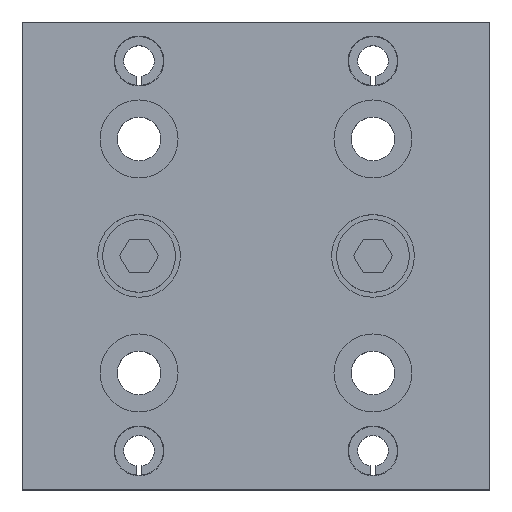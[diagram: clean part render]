
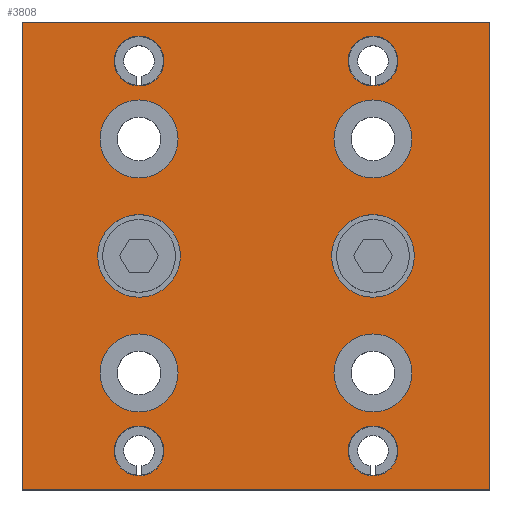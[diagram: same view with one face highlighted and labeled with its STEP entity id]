
A CAD part, top view. The second image highlights one B-rep face of the part: STEP entity #3808.
In plain terms, the highlighted planar face has unit normal (0, 0, 1).
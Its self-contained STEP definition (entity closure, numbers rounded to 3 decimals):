
#2808=CARTESIAN_POINT('',(0.265,0.75,0.5));
#2809=VERTEX_POINT('',#2808);
#2818=CARTESIAN_POINT('',(-0.265,0.75,0.5));
#2819=VERTEX_POINT('',#2818);
#2820=CARTESIAN_POINT('',(0.,0.75,0.5));
#2821=DIRECTION('',(0.0,0.0,-1.0));
#2822=DIRECTION('',(1.0,0.0,0.0));
#2823=AXIS2_PLACEMENT_3D('',#2820,#2821,#2822);
#2824=CIRCLE('',#2823,0.265);
#2825=EDGE_CURVE('',#2819,#2809,#2824,.T.);
#2850=CARTESIAN_POINT('',(0.25,0.0,0.5));
#2851=VERTEX_POINT('',#2850);
#2860=CARTESIAN_POINT('',(-0.25,0.,0.5));
#2861=VERTEX_POINT('',#2860);
#2862=CARTESIAN_POINT('',(0.0,0.0,0.5));
#2863=DIRECTION('',(0.0,0.0,-1.0));
#2864=DIRECTION('',(1.0,0.0,0.0));
#2865=AXIS2_PLACEMENT_3D('',#2862,#2863,#2864);
#2866=CIRCLE('',#2865,0.25);
#2867=EDGE_CURVE('',#2861,#2851,#2866,.T.);
#2892=CARTESIAN_POINT('',(0.156,2.0,0.5));
#2893=VERTEX_POINT('',#2892);
#2902=CARTESIAN_POINT('',(-0.156,2.0,0.5));
#2903=VERTEX_POINT('',#2902);
#2904=CARTESIAN_POINT('',(0.0,2.0,0.5));
#2905=DIRECTION('',(0.0,0.0,-1.0));
#2906=DIRECTION('',(1.0,0.0,0.0));
#2907=AXIS2_PLACEMENT_3D('',#2904,#2905,#2906);
#2908=CIRCLE('',#2907,0.156);
#2909=EDGE_CURVE('',#2903,#2893,#2908,.T.);
#2934=CARTESIAN_POINT('',(0.156,-0.5,0.5));
#2935=VERTEX_POINT('',#2934);
#2944=CARTESIAN_POINT('',(-0.156,-0.5,0.5));
#2945=VERTEX_POINT('',#2944);
#2946=CARTESIAN_POINT('',(0.0,-0.5,0.5));
#2947=DIRECTION('',(0.0,0.0,-1.0));
#2948=DIRECTION('',(1.0,0.0,0.0));
#2949=AXIS2_PLACEMENT_3D('',#2946,#2947,#2948);
#2950=CIRCLE('',#2949,0.156);
#2951=EDGE_CURVE('',#2945,#2935,#2950,.T.);
#2976=CARTESIAN_POINT('',(0.25,1.5,0.5));
#2977=VERTEX_POINT('',#2976);
#2986=CARTESIAN_POINT('',(-0.25,1.5,0.5));
#2987=VERTEX_POINT('',#2986);
#2988=CARTESIAN_POINT('',(0.0,1.5,0.5));
#2989=DIRECTION('',(0.0,0.0,-1.0));
#2990=DIRECTION('',(1.0,0.0,0.0));
#2991=AXIS2_PLACEMENT_3D('',#2988,#2989,#2990);
#2992=CIRCLE('',#2991,0.25);
#2993=EDGE_CURVE('',#2987,#2977,#2992,.T.);
#3018=CARTESIAN_POINT('',(1.75,1.5,0.5));
#3019=VERTEX_POINT('',#3018);
#3028=CARTESIAN_POINT('',(1.25,1.5,0.5));
#3029=VERTEX_POINT('',#3028);
#3030=CARTESIAN_POINT('',(1.5,1.5,0.5));
#3031=DIRECTION('',(0.0,0.0,-1.0));
#3032=DIRECTION('',(1.0,0.0,0.0));
#3033=AXIS2_PLACEMENT_3D('',#3030,#3031,#3032);
#3034=CIRCLE('',#3033,0.25);
#3035=EDGE_CURVE('',#3029,#3019,#3034,.T.);
#3060=CARTESIAN_POINT('',(1.656,-0.5,0.5));
#3061=VERTEX_POINT('',#3060);
#3070=CARTESIAN_POINT('',(1.344,-0.5,0.5));
#3071=VERTEX_POINT('',#3070);
#3072=CARTESIAN_POINT('',(1.5,-0.5,0.5));
#3073=DIRECTION('',(0.0,0.0,-1.0));
#3074=DIRECTION('',(1.0,0.0,0.0));
#3075=AXIS2_PLACEMENT_3D('',#3072,#3073,#3074);
#3076=CIRCLE('',#3075,0.156);
#3077=EDGE_CURVE('',#3071,#3061,#3076,.T.);
#3102=CARTESIAN_POINT('',(1.656,2.0,0.5));
#3103=VERTEX_POINT('',#3102);
#3112=CARTESIAN_POINT('',(1.344,2.0,0.5));
#3113=VERTEX_POINT('',#3112);
#3114=CARTESIAN_POINT('',(1.5,2.0,0.5));
#3115=DIRECTION('',(0.0,0.0,-1.0));
#3116=DIRECTION('',(1.0,0.0,0.0));
#3117=AXIS2_PLACEMENT_3D('',#3114,#3115,#3116);
#3118=CIRCLE('',#3117,0.156);
#3119=EDGE_CURVE('',#3113,#3103,#3118,.T.);
#3144=CARTESIAN_POINT('',(1.75,0.0,0.5));
#3145=VERTEX_POINT('',#3144);
#3154=CARTESIAN_POINT('',(1.25,0.,0.5));
#3155=VERTEX_POINT('',#3154);
#3156=CARTESIAN_POINT('',(1.5,0.0,0.5));
#3157=DIRECTION('',(0.0,0.0,-1.0));
#3158=DIRECTION('',(1.0,0.0,0.0));
#3159=AXIS2_PLACEMENT_3D('',#3156,#3157,#3158);
#3160=CIRCLE('',#3159,0.25);
#3161=EDGE_CURVE('',#3155,#3145,#3160,.T.);
#3228=CARTESIAN_POINT('',(1.765,0.75,0.5));
#3229=VERTEX_POINT('',#3228);
#3238=CARTESIAN_POINT('',(1.235,0.75,0.5));
#3239=VERTEX_POINT('',#3238);
#3240=CARTESIAN_POINT('',(1.5,0.75,0.5));
#3241=DIRECTION('',(0.0,0.0,-1.0));
#3242=DIRECTION('',(1.0,0.0,0.0));
#3243=AXIS2_PLACEMENT_3D('',#3240,#3241,#3242);
#3244=CIRCLE('',#3243,0.265);
#3245=EDGE_CURVE('',#3239,#3229,#3244,.T.);
#3299=CARTESIAN_POINT('',(1.5,0.75,0.5));
#3300=DIRECTION('',(0.0,0.0,-1.0));
#3301=DIRECTION('',(1.0,0.0,0.0));
#3302=AXIS2_PLACEMENT_3D('',#3299,#3300,#3301);
#3303=CIRCLE('',#3302,0.265);
#3304=EDGE_CURVE('',#3229,#3239,#3303,.T.);
#3341=CARTESIAN_POINT('',(1.5,0.0,0.5));
#3342=DIRECTION('',(0.0,0.0,-1.0));
#3343=DIRECTION('',(1.0,0.0,0.0));
#3344=AXIS2_PLACEMENT_3D('',#3341,#3342,#3343);
#3345=CIRCLE('',#3344,0.25);
#3346=EDGE_CURVE('',#3145,#3155,#3345,.T.);
#3365=CARTESIAN_POINT('',(1.5,2.0,0.5));
#3366=DIRECTION('',(0.0,0.0,-1.0));
#3367=DIRECTION('',(1.0,0.0,0.0));
#3368=AXIS2_PLACEMENT_3D('',#3365,#3366,#3367);
#3369=CIRCLE('',#3368,0.156);
#3370=EDGE_CURVE('',#3103,#3113,#3369,.T.);
#3389=CARTESIAN_POINT('',(1.5,-0.5,0.5));
#3390=DIRECTION('',(0.0,0.0,-1.0));
#3391=DIRECTION('',(1.0,0.0,0.0));
#3392=AXIS2_PLACEMENT_3D('',#3389,#3390,#3391);
#3393=CIRCLE('',#3392,0.156);
#3394=EDGE_CURVE('',#3061,#3071,#3393,.T.);
#3413=CARTESIAN_POINT('',(1.5,1.5,0.5));
#3414=DIRECTION('',(0.0,0.0,-1.0));
#3415=DIRECTION('',(1.0,0.0,0.0));
#3416=AXIS2_PLACEMENT_3D('',#3413,#3414,#3415);
#3417=CIRCLE('',#3416,0.25);
#3418=EDGE_CURVE('',#3019,#3029,#3417,.T.);
#3437=CARTESIAN_POINT('',(0.0,1.5,0.5));
#3438=DIRECTION('',(0.0,0.0,-1.0));
#3439=DIRECTION('',(1.0,0.0,0.0));
#3440=AXIS2_PLACEMENT_3D('',#3437,#3438,#3439);
#3441=CIRCLE('',#3440,0.25);
#3442=EDGE_CURVE('',#2977,#2987,#3441,.T.);
#3461=CARTESIAN_POINT('',(0.0,-0.5,0.5));
#3462=DIRECTION('',(0.0,0.0,-1.0));
#3463=DIRECTION('',(1.0,0.0,0.0));
#3464=AXIS2_PLACEMENT_3D('',#3461,#3462,#3463);
#3465=CIRCLE('',#3464,0.156);
#3466=EDGE_CURVE('',#2935,#2945,#3465,.T.);
#3485=CARTESIAN_POINT('',(0.0,2.0,0.5));
#3486=DIRECTION('',(0.0,0.0,-1.0));
#3487=DIRECTION('',(1.0,0.0,0.0));
#3488=AXIS2_PLACEMENT_3D('',#3485,#3486,#3487);
#3489=CIRCLE('',#3488,0.156);
#3490=EDGE_CURVE('',#2893,#2903,#3489,.T.);
#3509=CARTESIAN_POINT('',(0.0,0.0,0.5));
#3510=DIRECTION('',(0.0,0.0,-1.0));
#3511=DIRECTION('',(1.0,0.0,0.0));
#3512=AXIS2_PLACEMENT_3D('',#3509,#3510,#3511);
#3513=CIRCLE('',#3512,0.25);
#3514=EDGE_CURVE('',#2851,#2861,#3513,.T.);
#3553=CARTESIAN_POINT('',(0.,0.75,0.5));
#3554=DIRECTION('',(0.0,0.0,-1.0));
#3555=DIRECTION('',(1.0,0.0,0.0));
#3556=AXIS2_PLACEMENT_3D('',#3553,#3554,#3555);
#3557=CIRCLE('',#3556,0.265);
#3558=EDGE_CURVE('',#2809,#2819,#3557,.T.);
#3586=CARTESIAN_POINT('',(2.25,2.25,0.5));
#3587=VERTEX_POINT('',#3586);
#3588=CARTESIAN_POINT('',(2.25,-0.75,0.5));
#3589=VERTEX_POINT('',#3588);
#3590=CARTESIAN_POINT('',(2.25,2.25,0.5));
#3591=DIRECTION('',(0.0,-1.0,0.0));
#3592=VECTOR('',#3591,3.0);
#3593=LINE('',#3590,#3592);
#3594=EDGE_CURVE('',#3587,#3589,#3593,.T.);
#3626=CARTESIAN_POINT('',(-0.75,-0.75,0.5));
#3627=VERTEX_POINT('',#3626);
#3628=CARTESIAN_POINT('',(-0.75,2.25,0.5));
#3629=VERTEX_POINT('',#3628);
#3630=CARTESIAN_POINT('',(-0.75,-0.75,0.5));
#3631=DIRECTION('',(0.0,1.0,0.0));
#3632=VECTOR('',#3631,3.0);
#3633=LINE('',#3630,#3632);
#3634=EDGE_CURVE('',#3627,#3629,#3633,.T.);
#3666=CARTESIAN_POINT('',(-0.75,2.25,0.5));
#3667=DIRECTION('',(1.0,0.0,0.0));
#3668=VECTOR('',#3667,3.0);
#3669=LINE('',#3666,#3668);
#3670=EDGE_CURVE('',#3629,#3587,#3669,.T.);
#3688=CARTESIAN_POINT('',(2.25,-0.75,0.5));
#3689=DIRECTION('',(-1.0,0.0,0.0));
#3690=VECTOR('',#3689,3.0);
#3691=LINE('',#3688,#3690);
#3692=EDGE_CURVE('',#3589,#3627,#3691,.T.);
#3757=CARTESIAN_POINT('',(-0.75,-0.75,0.5));
#3758=DIRECTION('',(0.0,0.0,-1.0));
#3759=DIRECTION('',(-1.0,0.0,0.0));
#3760=AXIS2_PLACEMENT_3D('',#3757,#3758,#3759);
#3761=PLANE('',#3760);
#3762=ORIENTED_EDGE('',*,*,#3634,.F.);
#3763=ORIENTED_EDGE('',*,*,#3692,.F.);
#3764=ORIENTED_EDGE('',*,*,#3594,.F.);
#3765=ORIENTED_EDGE('',*,*,#3670,.F.);
#3766=EDGE_LOOP('',(#3762,#3763,#3764,#3765));
#3767=FACE_OUTER_BOUND('',#3766,.T.);
#3768=ORIENTED_EDGE('',*,*,#3304,.T.);
#3769=ORIENTED_EDGE('',*,*,#3245,.T.);
#3770=EDGE_LOOP('',(#3768,#3769));
#3771=FACE_BOUND('',#3770,.T.);
#3772=ORIENTED_EDGE('',*,*,#3346,.T.);
#3773=ORIENTED_EDGE('',*,*,#3161,.T.);
#3774=EDGE_LOOP('',(#3772,#3773));
#3775=FACE_BOUND('',#3774,.T.);
#3776=ORIENTED_EDGE('',*,*,#3370,.T.);
#3777=ORIENTED_EDGE('',*,*,#3119,.T.);
#3778=EDGE_LOOP('',(#3776,#3777));
#3779=FACE_BOUND('',#3778,.T.);
#3780=ORIENTED_EDGE('',*,*,#3394,.T.);
#3781=ORIENTED_EDGE('',*,*,#3077,.T.);
#3782=EDGE_LOOP('',(#3780,#3781));
#3783=FACE_BOUND('',#3782,.T.);
#3784=ORIENTED_EDGE('',*,*,#3418,.T.);
#3785=ORIENTED_EDGE('',*,*,#3035,.T.);
#3786=EDGE_LOOP('',(#3784,#3785));
#3787=FACE_BOUND('',#3786,.T.);
#3788=ORIENTED_EDGE('',*,*,#3442,.T.);
#3789=ORIENTED_EDGE('',*,*,#2993,.T.);
#3790=EDGE_LOOP('',(#3788,#3789));
#3791=FACE_BOUND('',#3790,.T.);
#3792=ORIENTED_EDGE('',*,*,#3466,.T.);
#3793=ORIENTED_EDGE('',*,*,#2951,.T.);
#3794=EDGE_LOOP('',(#3792,#3793));
#3795=FACE_BOUND('',#3794,.T.);
#3796=ORIENTED_EDGE('',*,*,#3490,.T.);
#3797=ORIENTED_EDGE('',*,*,#2909,.T.);
#3798=EDGE_LOOP('',(#3796,#3797));
#3799=FACE_BOUND('',#3798,.T.);
#3800=ORIENTED_EDGE('',*,*,#3514,.T.);
#3801=ORIENTED_EDGE('',*,*,#2867,.T.);
#3802=EDGE_LOOP('',(#3800,#3801));
#3803=FACE_BOUND('',#3802,.T.);
#3804=ORIENTED_EDGE('',*,*,#3558,.T.);
#3805=ORIENTED_EDGE('',*,*,#2825,.T.);
#3806=EDGE_LOOP('',(#3804,#3805));
#3807=FACE_BOUND('',#3806,.T.);
#3808=ADVANCED_FACE('',(#3767,#3771,#3775,#3779,#3783,#3787,#3791,#3795,#3799,#3803,#3807),#3761,.F.);
